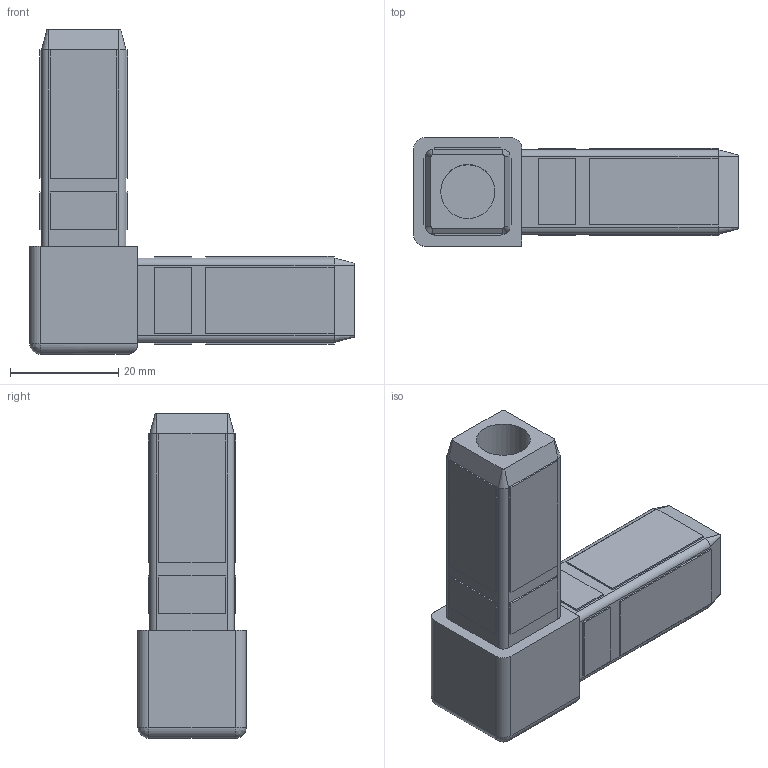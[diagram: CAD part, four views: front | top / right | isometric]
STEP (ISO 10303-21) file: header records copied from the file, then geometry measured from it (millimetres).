
FILE_DESCRIPTION(('STEP AP203'),'2;1');
FILE_NAME('XF30007G.stp','2011-02-02T12:36:59',(''),(''),'2009.3.110','THINKDESIGN','');
FILE_SCHEMA(('CONFIG_CONTROL_DESIGN'));
Length unit declared in the file: millimetre
Bounding box: 60 x 20 x 60 mm (x, y, z)
Volume: 21932.3 mm3; surface area: 9621.9 mm2
Topology: 1 solids, 1 shells, 134 faces, 325 edges, 202 vertices
Faces by surface type: plane 98, bspline 19, cylinder 17
Full cylindrical faces by diameter (mm): 10 x2
Entity records: 4418 total; most frequent: CARTESIAN_POINT 1242, ORIENTED_EDGE 644, DIRECTION 592, EDGE_CURVE 322, VECTOR 274, LINE 274, VERTEX_POINT 202, AXIS2_PLACEMENT_3D 159
